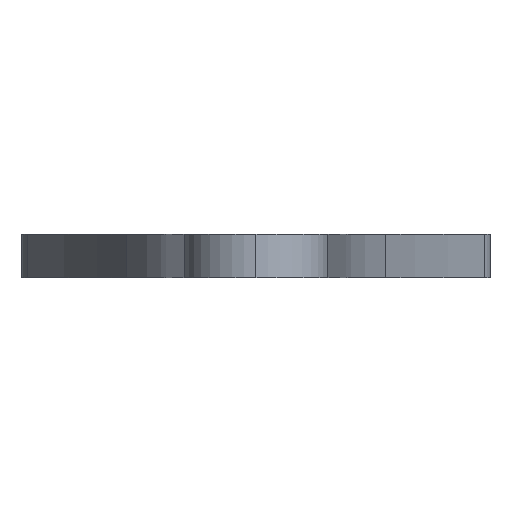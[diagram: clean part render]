
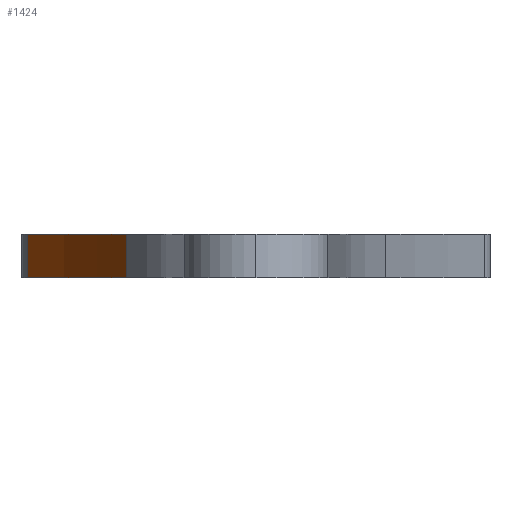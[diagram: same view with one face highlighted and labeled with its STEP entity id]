
A CAD part, left-side view. The second image highlights one B-rep face of the part: STEP entity #1424.
In plain terms, the highlighted cylindrical face has radius 181.238 mm (diameter 362.475 mm), a partial arc.
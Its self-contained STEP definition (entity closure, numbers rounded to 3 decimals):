
#44 = DIRECTION ( 'NONE',  ( -1., 0., 0. ) ) ;
#189 = CARTESIAN_POINT ( 'NONE',  ( -15.419, 31.726, 0. ) ) ;
#203 = EDGE_LOOP ( 'NONE', ( #562, #1239, #918, #1272 ) ) ;
#223 = DIRECTION ( 'NONE',  ( 0., 0., -1. ) ) ;
#284 = CIRCLE ( 'NONE', #1658, 181.238 ) ;
#290 = EDGE_CURVE ( 'NONE', #388, #549, #353, .T. ) ;
#353 = LINE ( 'NONE', #766, #508 ) ;
#354 = DIRECTION ( 'NONE',  ( -1., 0., 0. ) ) ;
#370 = DIRECTION ( 'NONE',  ( 0., 0., 1. ) ) ;
#388 = VERTEX_POINT ( 'NONE', #401 ) ;
#401 = CARTESIAN_POINT ( 'NONE',  ( -41.596, 18.024, 0. ) ) ;
#435 = CARTESIAN_POINT ( 'NONE',  ( -112.276, 184.911, 0. ) ) ;
#508 = VECTOR ( 'NONE', #370, 1000. ) ;
#549 = VERTEX_POINT ( 'NONE', #1749 ) ;
#562 = ORIENTED_EDGE ( 'NONE', *, *, #1378, .F. ) ;
#563 = DIRECTION ( 'NONE',  ( -1., 0., 0. ) ) ;
#573 = CARTESIAN_POINT ( 'NONE',  ( -15.419, 31.726, 3. ) ) ;
#764 = LINE ( 'NONE', #573, #1350 ) ;
#766 = CARTESIAN_POINT ( 'NONE',  ( -41.596, 18.024, 3. ) ) ;
#854 = DIRECTION ( 'NONE',  ( 0., 0., -1. ) ) ;
#918 = ORIENTED_EDGE ( 'NONE', *, *, #1282, .T. ) ;
#1016 = AXIS2_PLACEMENT_3D ( 'NONE', #435, #1359, #563 ) ;
#1230 = VERTEX_POINT ( 'NONE', #189 ) ;
#1239 = ORIENTED_EDGE ( 'NONE', *, *, #1329, .T. ) ;
#1253 = AXIS2_PLACEMENT_3D ( 'NONE', #1290, #223, #354 ) ;
#1255 = FACE_OUTER_BOUND ( 'NONE', #203, .T. ) ;
#1272 = ORIENTED_EDGE ( 'NONE', *, *, #290, .T. ) ;
#1282 = EDGE_CURVE ( 'NONE', #1230, #388, #1436, .T. ) ;
#1290 = CARTESIAN_POINT ( 'NONE',  ( -112.276, 184.911, 6. ) ) ;
#1329 = EDGE_CURVE ( 'NONE', #1533, #1230, #764, .T. ) ;
#1350 = VECTOR ( 'NONE', #1373, 1000. ) ;
#1359 = DIRECTION ( 'NONE',  ( 0., 0., -1. ) ) ;
#1373 = DIRECTION ( 'NONE',  ( 0., 0., -1. ) ) ;
#1378 = EDGE_CURVE ( 'NONE', #1533, #549, #284, .T. ) ;
#1424 = ADVANCED_FACE ( 'NONE', ( #1255 ), #1537, .F. ) ;
#1436 = CIRCLE ( 'NONE', #1016, 181.238 ) ;
#1533 = VERTEX_POINT ( 'NONE', #1691 ) ;
#1537 = CYLINDRICAL_SURFACE ( 'NONE', #1253, 181.238 ) ;
#1658 = AXIS2_PLACEMENT_3D ( 'NONE', #1665, #854, #44 ) ;
#1665 = CARTESIAN_POINT ( 'NONE',  ( -112.276, 184.911, 6. ) ) ;
#1691 = CARTESIAN_POINT ( 'NONE',  ( -15.419, 31.726, 6. ) ) ;
#1749 = CARTESIAN_POINT ( 'NONE',  ( -41.596, 18.024, 6. ) ) ;
